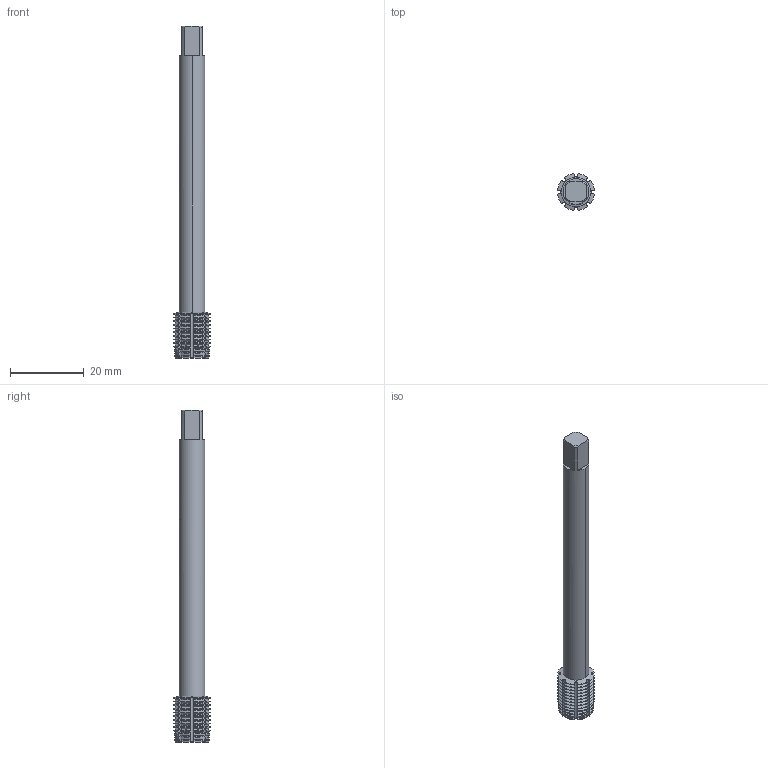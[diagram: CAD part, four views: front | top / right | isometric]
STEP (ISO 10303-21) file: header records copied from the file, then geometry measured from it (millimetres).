
FILE_DESCRIPTION(('no description'),'unknown implementation level');
FILE_NAME('solidQpYoqd0enbziBKy_WswiD5LS6eg_1.STP',' ',('CIM GmbH Aachen'),('CADClick - KiM GmbH - www.kimweb.de'),'unknown preprocess','ACIS','unknown authorization');
FILE_SCHEMA(('automotive_design'));
Length unit declared in the file: millimetre
Products named in the file (2): 1; 2
Bounding box: 9.94 x 9.94 x 90 mm (x, y, z)
Volume: 3719.7 mm3; surface area: 3068.6 mm2
Topology: 2 solids, 2 shells, 697 faces, 2071 edges, 1378 vertices
Faces by surface type: cone 258, plane 225, cylinder 198, torus 16
Entity records: 49140 total; most frequent: CARTESIAN_POINT 8011, STYLED_ITEM 4148, PRESENTATION_STYLE_ASSIGNMENT 4148, COLOUR_RGB 4148, ORIENTED_EDGE 4142, DIRECTION 3511, EDGE_CURVE 2071, CURVE_STYLE 2071
